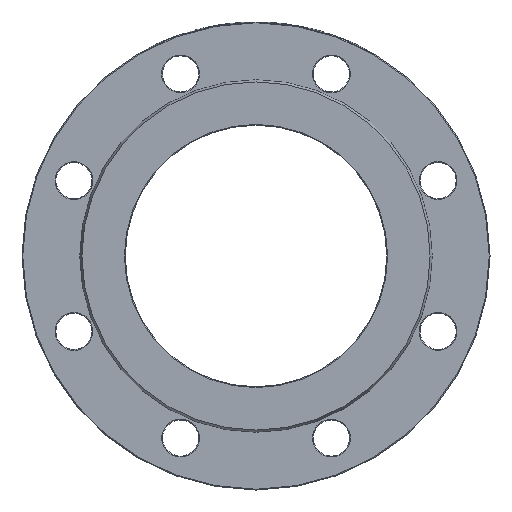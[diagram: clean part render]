
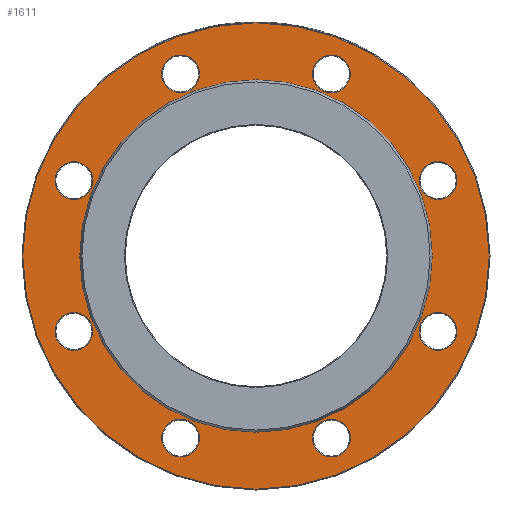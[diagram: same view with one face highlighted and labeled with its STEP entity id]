
A CAD part, left-side view. The second image highlights one B-rep face of the part: STEP entity #1611.
In plain terms, the highlighted planar face has unit normal (-1, 0, 0).
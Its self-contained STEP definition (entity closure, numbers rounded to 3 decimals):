
#85 = CIRCLE ( 'NONE', #4164, 11.5 ) ;
#106 = CIRCLE ( 'NONE', #2510, 11.5 ) ;
#330 = EDGE_CURVE ( 'NONE', #970, #970, #8109, .T. ) ;
#430 = VERTEX_POINT ( 'NONE', #3122 ) ;
#645 = CARTESIAN_POINT ( 'NONE',  ( 3., -110.866, 57.422 ) ) ;
#664 = AXIS2_PLACEMENT_3D ( 'NONE', #5360, #4598, #7319 ) ;
#717 = CARTESIAN_POINT ( 'NONE',  ( 3., 110.866, 45.922 ) ) ;
#938 = FACE_BOUND ( 'NONE', #2796, .T. ) ;
#970 = VERTEX_POINT ( 'NONE', #8457 ) ;
#993 = ORIENTED_EDGE ( 'NONE', *, *, #6047, .T. ) ;
#1011 = VERTEX_POINT ( 'NONE', #8362 ) ;
#1059 = VERTEX_POINT ( 'NONE', #3690 ) ;
#1104 = VERTEX_POINT ( 'NONE', #8500 ) ;
#1152 = DIRECTION ( 'NONE',  ( 1., 0., 0. ) ) ;
#1272 = CARTESIAN_POINT ( 'NONE',  ( 3., -118.997, -37.79 ) ) ;
#1611 = ADVANCED_FACE ( 'NONE', ( #5088, #4280, #2962, #938, #4371, #6420, #3704, #7090, #7044, #8423 ), #3002, .F. ) ;
#1738 = DIRECTION ( 'NONE',  ( 1., 0., 0. ) ) ;
#1750 = AXIS2_PLACEMENT_3D ( 'NONE', #5706, #7789, #5802 ) ;
#1758 = VERTEX_POINT ( 'NONE', #3947 ) ;
#1842 = DIRECTION ( 'NONE',  ( 1., 0., 0. ) ) ;
#1865 = ORIENTED_EDGE ( 'NONE', *, *, #7775, .T. ) ;
#1945 = AXIS2_PLACEMENT_3D ( 'NONE', #7187, #1738, #3012 ) ;
#2043 = DIRECTION ( 'NONE',  ( 1., 0., 0. ) ) ;
#2078 = CIRCLE ( 'NONE', #664, 11.5 ) ;
#2125 = EDGE_LOOP ( 'NONE', ( #3515 ) ) ;
#2147 = CARTESIAN_POINT ( 'NONE',  ( 3., 0., 0. ) ) ;
#2348 = DIRECTION ( 'NONE',  ( -1., 0., 0. ) ) ;
#2381 = EDGE_CURVE ( 'NONE', #1104, #1104, #5861, .T. ) ;
#2425 = EDGE_LOOP ( 'NONE', ( #5622 ) ) ;
#2448 = CARTESIAN_POINT ( 'NONE',  ( 3., 110.866, -45.922 ) ) ;
#2510 = AXIS2_PLACEMENT_3D ( 'NONE', #8134, #4073, #8678 ) ;
#2634 = EDGE_LOOP ( 'NONE', ( #7157 ) ) ;
#2728 = ORIENTED_EDGE ( 'NONE', *, *, #5007, .T. ) ;
#2775 = ORIENTED_EDGE ( 'NONE', *, *, #5124, .T. ) ;
#2796 = EDGE_LOOP ( 'NONE', ( #6293 ) ) ;
#2900 = CIRCLE ( 'NONE', #5731, 142. ) ;
#2962 = FACE_BOUND ( 'NONE', #6529, .T. ) ;
#3002 = PLANE ( 'NONE',  #1750 ) ;
#3012 = DIRECTION ( 'NONE',  ( 0., -0.707, -0.707 ) ) ;
#3122 = CARTESIAN_POINT ( 'NONE',  ( 3., 110.866, -57.422 ) ) ;
#3133 = DIRECTION ( 'NONE',  ( 1., 0., 0. ) ) ;
#3212 = VERTEX_POINT ( 'NONE', #1272 ) ;
#3418 = DIRECTION ( 'NONE',  ( -1., 0., 0. ) ) ;
#3515 = ORIENTED_EDGE ( 'NONE', *, *, #7727, .T. ) ;
#3690 = CARTESIAN_POINT ( 'NONE',  ( 3., -57.422, -110.866 ) ) ;
#3704 = FACE_BOUND ( 'NONE', #4496, .T. ) ;
#3707 = DIRECTION ( 'NONE',  ( 1., 0., 0. ) ) ;
#3756 = CIRCLE ( 'NONE', #5459, 11.5 ) ;
#3770 = CARTESIAN_POINT ( 'NONE',  ( 3., 45.922, 110.866 ) ) ;
#3857 = VERTEX_POINT ( 'NONE', #5873 ) ;
#3947 = CARTESIAN_POINT ( 'NONE',  ( 3., 57.422, 110.866 ) ) ;
#4073 = DIRECTION ( 'NONE',  ( 1., 0., 0. ) ) ;
#4164 = AXIS2_PLACEMENT_3D ( 'NONE', #2448, #3707, #4460 ) ;
#4280 = FACE_BOUND ( 'NONE', #6689, .T. ) ;
#4371 = FACE_BOUND ( 'NONE', #2125, .T. ) ;
#4460 = DIRECTION ( 'NONE',  ( 0., 0., -1. ) ) ;
#4492 = CARTESIAN_POINT ( 'NONE',  ( 3., 0., 0. ) ) ;
#4496 = EDGE_LOOP ( 'NONE', ( #1865 ) ) ;
#4598 = DIRECTION ( 'NONE',  ( 1., 0., 0. ) ) ;
#4995 = AXIS2_PLACEMENT_3D ( 'NONE', #717, #2043, #7450 ) ;
#5007 = EDGE_CURVE ( 'NONE', #430, #430, #85, .T. ) ;
#5088 = FACE_BOUND ( 'NONE', #2634, .T. ) ;
#5124 = EDGE_CURVE ( 'NONE', #7072, #7072, #2900, .T. ) ;
#5360 = CARTESIAN_POINT ( 'NONE',  ( 3., -110.866, 45.922 ) ) ;
#5459 = AXIS2_PLACEMENT_3D ( 'NONE', #3770, #1842, #5912 ) ;
#5622 = ORIENTED_EDGE ( 'NONE', *, *, #330, .F. ) ;
#5706 = CARTESIAN_POINT ( 'NONE',  ( 3., 107.336, 0. ) ) ;
#5731 = AXIS2_PLACEMENT_3D ( 'NONE', #4492, #2348, #7870 ) ;
#5749 = DIRECTION ( 'NONE',  ( 0., -1., 0. ) ) ;
#5753 = CIRCLE ( 'NONE', #1945, 11.5 ) ;
#5786 = CARTESIAN_POINT ( 'NONE',  ( 3., 0., -142. ) ) ;
#5799 = CARTESIAN_POINT ( 'NONE',  ( 3., -45.922, -110.866 ) ) ;
#5802 = DIRECTION ( 'NONE',  ( 0., 0., -1. ) ) ;
#5861 = CIRCLE ( 'NONE', #4995, 11.5 ) ;
#5873 = CARTESIAN_POINT ( 'NONE',  ( 3., 37.79, -118.997 ) ) ;
#5912 = DIRECTION ( 'NONE',  ( 0., 1., 0. ) ) ;
#6047 = EDGE_CURVE ( 'NONE', #1011, #1011, #7013, .T. ) ;
#6103 = EDGE_CURVE ( 'NONE', #1059, #1059, #6590, .T. ) ;
#6122 = DIRECTION ( 'NONE',  ( 0., 0., 1. ) ) ;
#6293 = ORIENTED_EDGE ( 'NONE', *, *, #7937, .T. ) ;
#6301 = AXIS2_PLACEMENT_3D ( 'NONE', #5799, #1152, #5749 ) ;
#6420 = FACE_BOUND ( 'NONE', #7698, .T. ) ;
#6511 = EDGE_LOOP ( 'NONE', ( #2728 ) ) ;
#6529 = EDGE_LOOP ( 'NONE', ( #993 ) ) ;
#6590 = CIRCLE ( 'NONE', #6301, 11.5 ) ;
#6689 = EDGE_LOOP ( 'NONE', ( #7862 ) ) ;
#7013 = CIRCLE ( 'NONE', #8721, 11.5 ) ;
#7044 = FACE_OUTER_BOUND ( 'NONE', #7604, .T. ) ;
#7072 = VERTEX_POINT ( 'NONE', #5786 ) ;
#7090 = FACE_BOUND ( 'NONE', #6511, .T. ) ;
#7157 = ORIENTED_EDGE ( 'NONE', *, *, #2381, .T. ) ;
#7187 = CARTESIAN_POINT ( 'NONE',  ( 3., 45.922, -110.866 ) ) ;
#7242 = EDGE_CURVE ( 'NONE', #1758, #1758, #3756, .T. ) ;
#7264 = AXIS2_PLACEMENT_3D ( 'NONE', #2147, #3418, #6122 ) ;
#7319 = DIRECTION ( 'NONE',  ( 0., 0., 1. ) ) ;
#7450 = DIRECTION ( 'NONE',  ( 0., 0.707, -0.707 ) ) ;
#7604 = EDGE_LOOP ( 'NONE', ( #2775 ) ) ;
#7698 = EDGE_LOOP ( 'NONE', ( #8098 ) ) ;
#7727 = EDGE_CURVE ( 'NONE', #3212, #3212, #106, .T. ) ;
#7743 = DIRECTION ( 'NONE',  ( 0., 0.707, 0.707 ) ) ;
#7775 = EDGE_CURVE ( 'NONE', #3857, #3857, #5753, .T. ) ;
#7789 = DIRECTION ( 'NONE',  ( 1., 0., 0. ) ) ;
#7862 = ORIENTED_EDGE ( 'NONE', *, *, #7242, .T. ) ;
#7870 = DIRECTION ( 'NONE',  ( 0., 0., -1. ) ) ;
#7937 = EDGE_CURVE ( 'NONE', #8586, #8586, #2078, .T. ) ;
#8098 = ORIENTED_EDGE ( 'NONE', *, *, #6103, .T. ) ;
#8109 = CIRCLE ( 'NONE', #7264, 107.336 ) ;
#8134 = CARTESIAN_POINT ( 'NONE',  ( 3., -110.866, -45.922 ) ) ;
#8362 = CARTESIAN_POINT ( 'NONE',  ( 3., -37.79, 118.997 ) ) ;
#8423 = FACE_BOUND ( 'NONE', #2425, .T. ) ;
#8457 = CARTESIAN_POINT ( 'NONE',  ( 3., 0., 107.336 ) ) ;
#8500 = CARTESIAN_POINT ( 'NONE',  ( 3., 118.997, 37.79 ) ) ;
#8551 = CARTESIAN_POINT ( 'NONE',  ( 3., -45.922, 110.866 ) ) ;
#8586 = VERTEX_POINT ( 'NONE', #645 ) ;
#8678 = DIRECTION ( 'NONE',  ( 0., -0.707, 0.707 ) ) ;
#8721 = AXIS2_PLACEMENT_3D ( 'NONE', #8551, #3133, #7743 ) ;
